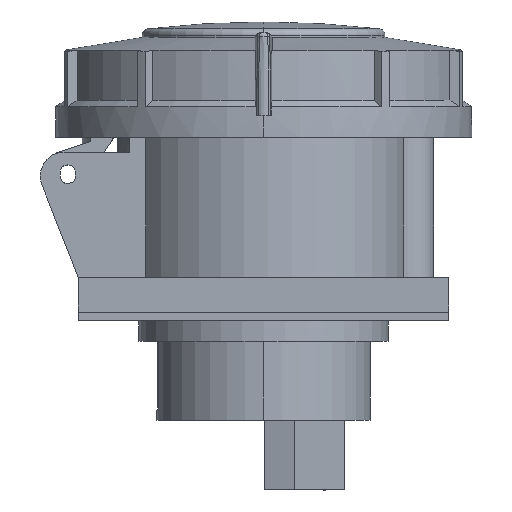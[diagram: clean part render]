
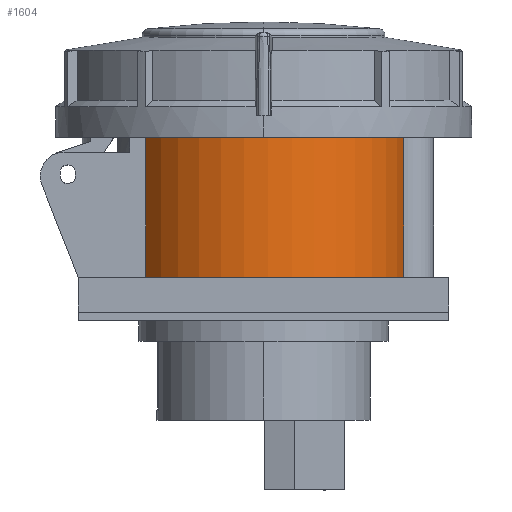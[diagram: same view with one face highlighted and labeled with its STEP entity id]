
A CAD part, left-side view. The second image highlights one B-rep face of the part: STEP entity #1604.
In plain terms, the highlighted cylindrical face has radius 32.8 mm (diameter 65.6 mm), a partial arc.
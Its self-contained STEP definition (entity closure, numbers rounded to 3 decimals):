
#512 = AXIS2_PLACEMENT_3D ( 'NONE', #7011, #5572, #5650 ) ;
#861 = CARTESIAN_POINT ( 'NONE',  ( -18.5, 27.085, 1.4 ) ) ;
#1054 = CARTESIAN_POINT ( 'NONE',  ( -6.697, -32.109, 33.7 ) ) ;
#1604 = ADVANCED_FACE ( 'NONE', ( #11522 ), #16645, .T. ) ;
#1706 = DIRECTION ( 'NONE',  ( 0., 0., -1. ) ) ;
#2479 = EDGE_CURVE ( 'NONE', #4088, #12911, #12088, .T. ) ;
#3728 = AXIS2_PLACEMENT_3D ( 'NONE', #5119, #11198, #16329 ) ;
#3847 = CIRCLE ( 'NONE', #11914, 32.8 ) ;
#3955 = VERTEX_POINT ( 'NONE', #1054 ) ;
#4088 = VERTEX_POINT ( 'NONE', #5039 ) ;
#5039 = CARTESIAN_POINT ( 'NONE',  ( -6.697, -32.109, 1.4 ) ) ;
#5119 = CARTESIAN_POINT ( 'NONE',  ( 0., 0., 0. ) ) ;
#5572 = DIRECTION ( 'NONE',  ( 0., 0., -1. ) ) ;
#5650 = DIRECTION ( 'NONE',  ( 0., 1., 0. ) ) ;
#5700 = DIRECTION ( 'NONE',  ( 0., 0., 1. ) ) ;
#6169 = EDGE_CURVE ( 'NONE', #3955, #9385, #3847, .T. ) ;
#7011 = CARTESIAN_POINT ( 'NONE',  ( 0., 0., 1.4 ) ) ;
#7341 = DIRECTION ( 'NONE',  ( 0., -1., 0. ) ) ;
#8462 = ORIENTED_EDGE ( 'NONE', *, *, #14474, .F. ) ;
#8731 = VECTOR ( 'NONE', #1706, 1000. ) ;
#9385 = VERTEX_POINT ( 'NONE', #12950 ) ;
#9514 = EDGE_CURVE ( 'NONE', #12911, #9385, #9740, .T. ) ;
#9564 = CARTESIAN_POINT ( 'NONE',  ( -6.697, -32.109, 202.381 ) ) ;
#9740 = LINE ( 'NONE', #12097, #10624 ) ;
#9853 = CARTESIAN_POINT ( 'NONE',  ( 0., 0., 33.7 ) ) ;
#10624 = VECTOR ( 'NONE', #5700, 1000. ) ;
#10729 = ORIENTED_EDGE ( 'NONE', *, *, #6169, .T. ) ;
#10913 = LINE ( 'NONE', #9564, #8731 ) ;
#10965 = ORIENTED_EDGE ( 'NONE', *, *, #9514, .F. ) ;
#11198 = DIRECTION ( 'NONE',  ( 0., 0., 1. ) ) ;
#11522 = FACE_OUTER_BOUND ( 'NONE', #15849, .T. ) ;
#11777 = ORIENTED_EDGE ( 'NONE', *, *, #2479, .F. ) ;
#11914 = AXIS2_PLACEMENT_3D ( 'NONE', #9853, #12120, #7341 ) ;
#12088 = CIRCLE ( 'NONE', #512, 32.8 ) ;
#12097 = CARTESIAN_POINT ( 'NONE',  ( -18.5, 27.085, 30.1 ) ) ;
#12120 = DIRECTION ( 'NONE',  ( 0., 0., -1. ) ) ;
#12911 = VERTEX_POINT ( 'NONE', #861 ) ;
#12950 = CARTESIAN_POINT ( 'NONE',  ( -18.5, 27.085, 33.7 ) ) ;
#14474 = EDGE_CURVE ( 'NONE', #3955, #4088, #10913, .T. ) ;
#15849 = EDGE_LOOP ( 'NONE', ( #10965, #11777, #8462, #10729 ) ) ;
#16329 = DIRECTION ( 'NONE',  ( 0., 1., 0. ) ) ;
#16645 = CYLINDRICAL_SURFACE ( 'NONE', #3728, 32.8 ) ;
